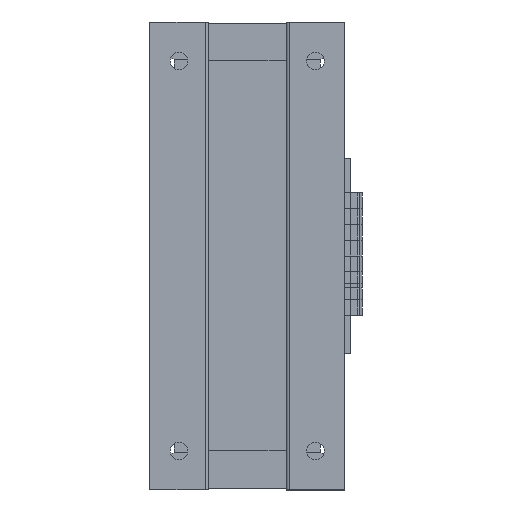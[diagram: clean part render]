
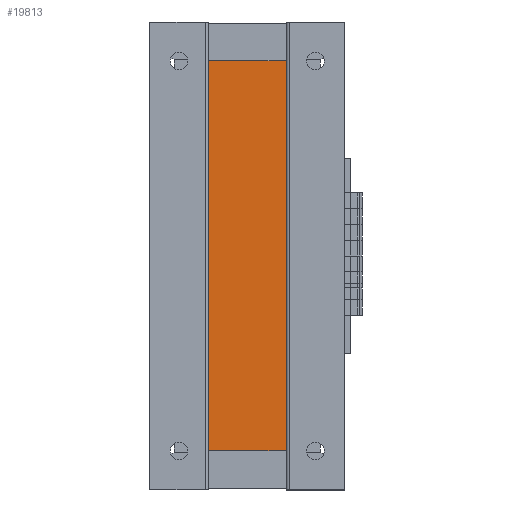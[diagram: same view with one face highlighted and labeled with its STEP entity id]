
A CAD part, front view. The second image highlights one B-rep face of the part: STEP entity #19813.
In plain terms, the highlighted planar face has unit normal (0, -1, 0).
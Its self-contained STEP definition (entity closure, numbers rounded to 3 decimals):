
#1951=FACE_OUTER_BOUND('',#3003,.T.);
#3003=EDGE_LOOP('',(#13372,#13373,#13374,#13375));
#4141=LINE('',#28628,#6376);
#4142=LINE('',#28631,#6377);
#4143=LINE('',#28633,#6378);
#4144=LINE('',#28634,#6379);
#6376=VECTOR('',#22958,10.);
#6377=VECTOR('',#22961,10.);
#6378=VECTOR('',#22962,10.);
#6379=VECTOR('',#22963,10.);
#8604=VERTEX_POINT('',#28621);
#8607=VERTEX_POINT('',#28626);
#8608=VERTEX_POINT('',#28630);
#8609=VERTEX_POINT('',#28632);
#10490=EDGE_CURVE('',#8604,#8607,#4141,.T.);
#10491=EDGE_CURVE('',#8608,#8604,#4142,.T.);
#10492=EDGE_CURVE('',#8609,#8607,#4143,.T.);
#10493=EDGE_CURVE('',#8608,#8609,#4144,.T.);
#13372=ORIENTED_EDGE('',*,*,#10491,.T.);
#13373=ORIENTED_EDGE('',*,*,#10490,.T.);
#13374=ORIENTED_EDGE('',*,*,#10492,.F.);
#13375=ORIENTED_EDGE('',*,*,#10493,.F.);
#19067=PLANE('',#21189);
#19813=ADVANCED_FACE('',(#1951),#19067,.T.);
#21189=AXIS2_PLACEMENT_3D('',#28629,#22959,#22960);
#22958=DIRECTION('',(1.,0.,0.));
#22959=DIRECTION('center_axis',(0.,-1.,0.));
#22960=DIRECTION('ref_axis',(0.,0.,-1.));
#22961=DIRECTION('',(0.,0.,-1.));
#22962=DIRECTION('',(0.,0.,-1.));
#22963=DIRECTION('',(1.,0.,0.));
#28621=CARTESIAN_POINT('',(0.,0.,0.));
#28626=CARTESIAN_POINT('',(40.,0.,0.));
#28628=CARTESIAN_POINT('',(0.,0.,0.));
#28629=CARTESIAN_POINT('Origin',(0.,0.,200.));
#28630=CARTESIAN_POINT('',(0.,0.,200.));
#28631=CARTESIAN_POINT('',(0.,0.,200.));
#28632=CARTESIAN_POINT('',(40.,0.,200.));
#28633=CARTESIAN_POINT('',(40.,0.,200.));
#28634=CARTESIAN_POINT('',(0.,0.,200.));
